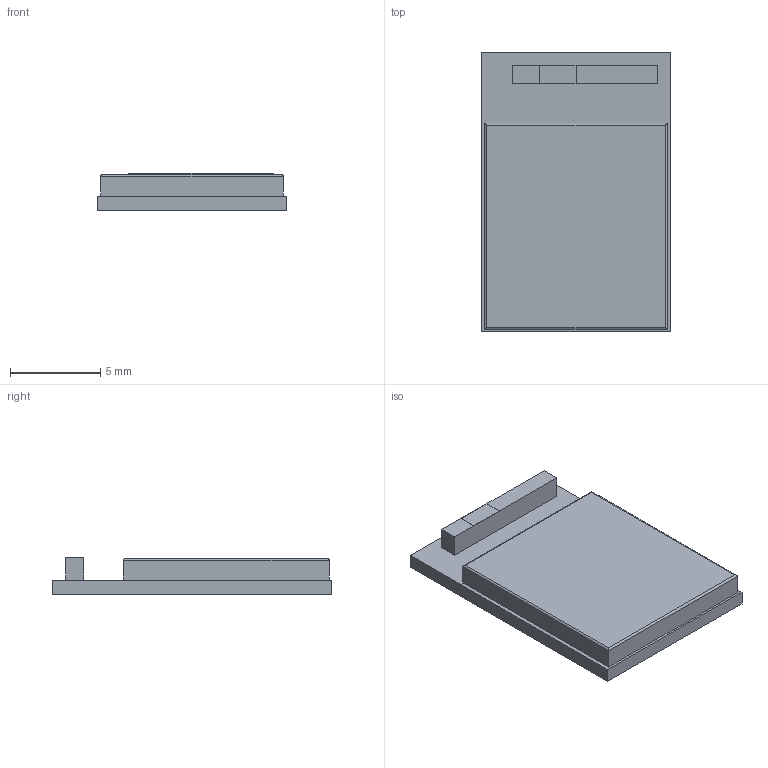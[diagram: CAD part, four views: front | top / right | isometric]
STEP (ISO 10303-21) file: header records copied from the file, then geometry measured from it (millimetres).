
FILE_DESCRIPTION(('FreeCAD Model'),'2;1');
FILE_NAME('Open CASCADE Shape Model','2024-05-16T23:35:43',( 'kicad StepUp'),('ksu MCAD'),'Open CASCADE STEP processor 7.6', 'FreeCAD','Unknown');
FILE_SCHEMA(('AUTOMOTIVE_DESIGN { 1 0 10303 214 1 1 1 1 }'));
Length unit declared in the file: millimetre
Products named in the file (1): Raytac_MDBT50Q
Bounding box: 10.5 x 15.5 x 2.06 mm (x, y, z)
Volume: 278.3 mm3; surface area: 689.7 mm2
Topology: 4 solids, 4 shells, 28 faces, 56 edges, 36 vertices
Faces by surface type: plane 24, cylinder 4
Entity records: 955 total; most frequent: CARTESIAN_POINT 121, DIRECTION 118, ORIENTED_EDGE 112, EDGE_CURVE 56, LINE 52, VECTOR 52, VERTEX_POINT 36, AXIS2_PLACEMENT_3D 33
